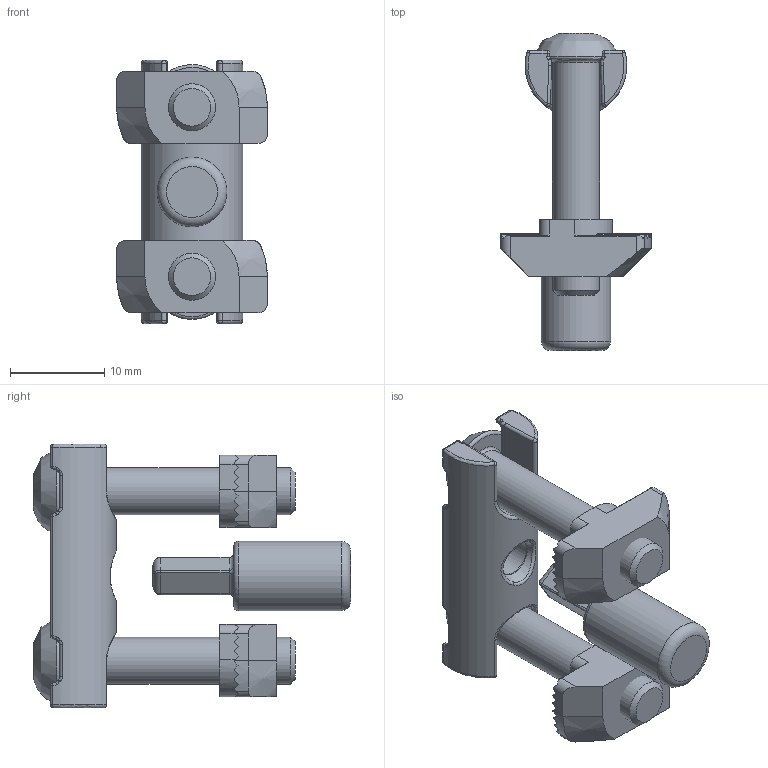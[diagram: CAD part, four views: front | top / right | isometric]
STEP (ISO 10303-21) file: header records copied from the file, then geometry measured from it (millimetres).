
FILE_DESCRIPTION(/* description */ (''),/* implementation_level */ '2;1');
FILE_NAME(/* name */ '482535624_Bolzenverbinder_30_NUt8.stp',/* time_stamp */ '2023-01-04T15:29:09+01:00',/* author */ ('Praktikant'),/* organization */ (''),/* preprocessor_version */ 'ST-DEVELOPER v17.2',/* originating_system */ 'Autodesk Inventor 2019',/* authorisation */ '');
FILE_SCHEMA (('AUTOMOTIVE_DESIGN { 1 0 10303 214 3 1 1 }'));
Length unit declared in the file: millimetre
Products named in the file (1): 482535624_Bolzenverbinder_30_NUt8
Bounding box: 16 x 33.68 x 28 mm (x, y, z)
Volume: 3763.1 mm3; surface area: 3611.5 mm2
Topology: 6 solids, 6 shells, 387 faces, 1017 edges, 619 vertices
Faces by surface type: plane 130, cylinder 113, bspline 78, torus 24, sphere 24, cone 18
Full cylindrical faces by diameter (mm): 4 x1, 4.1 x2, 5 x2, 7.4 x1
Entity records: 19070 total; most frequent: CARTESIAN_POINT 9662, ORIENTED_EDGE 1978, DIRECTION 1780, EDGE_CURVE 989, AXIS2_PLACEMENT_3D 705, VERTEX_POINT 619, EDGE_LOOP 398, STYLED_ITEM 393
